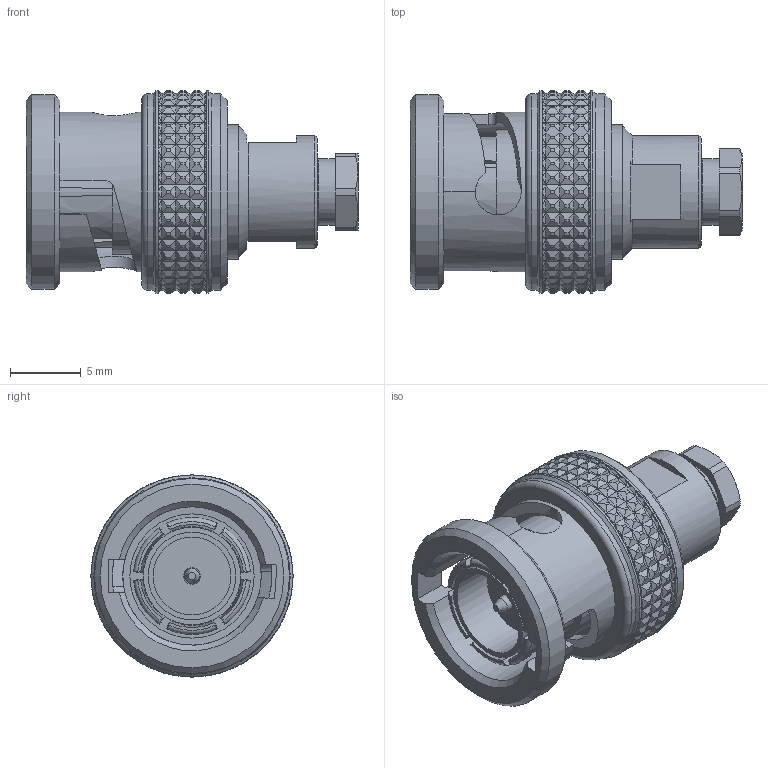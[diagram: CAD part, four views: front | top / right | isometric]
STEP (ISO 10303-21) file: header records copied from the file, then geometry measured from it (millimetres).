
FILE_DESCRIPTION (( 'STEP AP203' ), '1' );
FILE_NAME ('R142.004.000H.STEP', '2012-05-14T04:45:14', ( '' ), ( '' ), 'SwSTEP 2.0', 'SolidWorks 2011', '' );
FILE_SCHEMA (( 'CONFIG_CONTROL_DESIGN' ));
Length unit declared in the file: millimetre
Products named in the file (1): R142.004.000H
Bounding box: 23.5 x 14.3 x 14.3 mm (x, y, z)
Volume: 1786.5 mm3; surface area: 2040.8 mm2
Topology: 1 solids, 2 shells, 1119 faces, 2399 edges, 1300 vertices
Faces by surface type: plane 585, cone 362, cylinder 165, torus 7
Full cylindrical faces by diameter (mm): 2.95 x1, 3.81 x1, 4.73 x2, 5.516 x1, 6.2 x1, 6.9 x1, 8 x1, 8.795 x1, 8.8 x1, 9 x1, 9.5 x1, 9.8 x1, 11.3 x1, 12.9 x1, 13 x1, 13.8 x1, 13.9 x2, 14.3 x2
Entity records: 29734 total; most frequent: CARTESIAN_POINT 7343, ORIENTED_EDGE 4678, DIRECTION 4455, EDGE_CURVE 2339, AXIS2_PLACEMENT_3D 1814, VERTEX_POINT 1280, EDGE_LOOP 1177, FACE_OUTER_BOUND 1139
